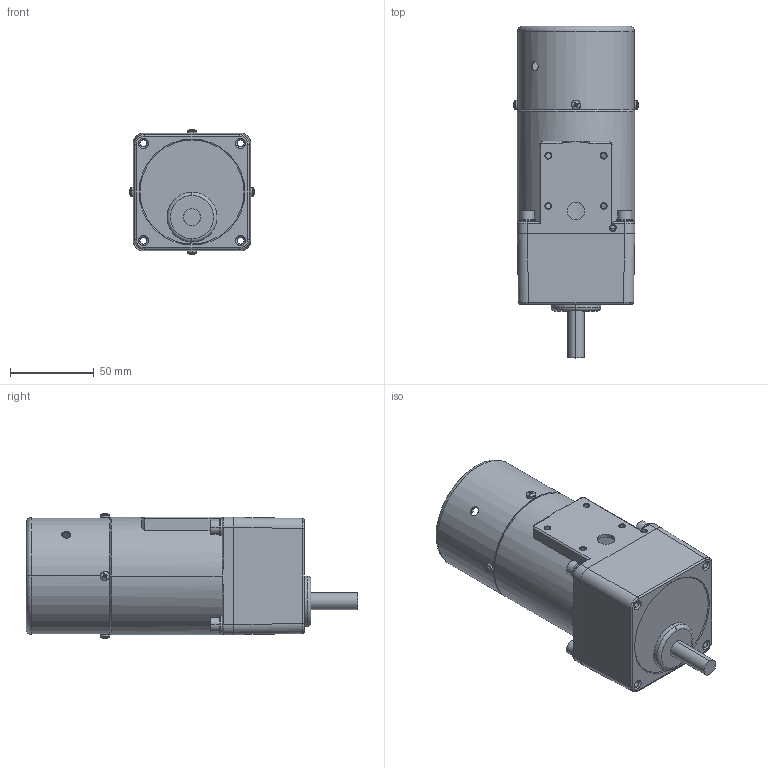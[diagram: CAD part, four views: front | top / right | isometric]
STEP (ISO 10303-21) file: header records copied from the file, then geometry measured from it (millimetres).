
FILE_DESCRIPTION (( 'STEP AP203' ), '1' );
FILE_NAME ('3RK15GN-CM+眊极.STEP', '2022-08-25T03:01:34', ( '' ), ( 'Microsoft' ), 'SwSTEP 2.0', 'SolidWorks 2020', '' );
FILE_SCHEMA (( 'CONFIG_CONTROL_DESIGN' ));
Length unit declared in the file: millimetre
Products named in the file (1): 3RK15GN-CM+眊极
Bounding box: 74.31 x 197.8 x 74.31 mm (x, y, z)
Surface area: 74905.2 mm2 (no closed solid volume)
Topology: 0 solids, 21 shells, 288 faces, 879 edges, 604 vertices
Faces by surface type: plane 112, cylinder 96, cone 32, torus 24, bspline 16, sphere 8
Entity records: 11168 total; most frequent: CARTESIAN_POINT 3289, DIRECTION 1738, ORIENTED_EDGE 1448, EDGE_CURVE 871, AXIS2_PLACEMENT_3D 709, VERTEX_POINT 604, CIRCLE 436, EDGE_LOOP 349
